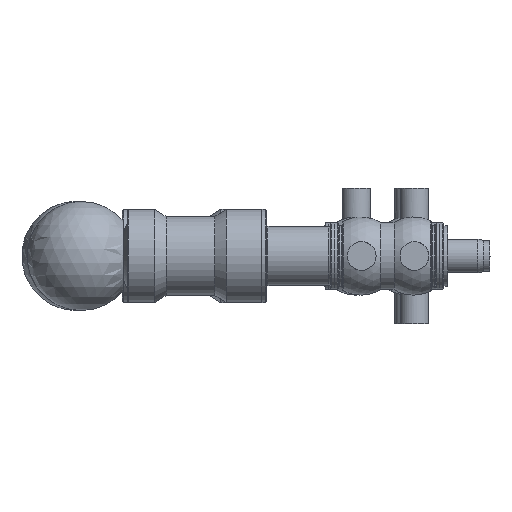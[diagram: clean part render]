
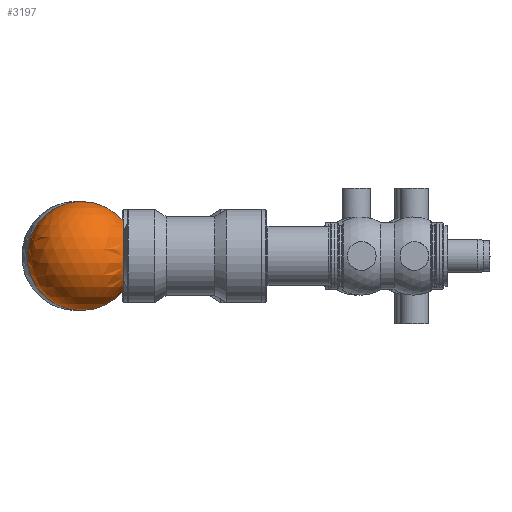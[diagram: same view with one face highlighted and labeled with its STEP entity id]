
A CAD part, left-side view. The second image highlights one B-rep face of the part: STEP entity #3197.
In plain terms, the highlighted spherical face has radius 72.5 mm.
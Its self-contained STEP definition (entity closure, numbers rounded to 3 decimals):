
#231=SPHERICAL_SURFACE('',#3738,72.5);
#657=FACE_BOUND('',#1549,.T.);
#1549=EDGE_LOOP('',(#2841));
#1786=CIRCLE('',#3739,46.648);
#2050=VERTEX_POINT('',#7587);
#2314=EDGE_CURVE('',#2050,#2050,#1786,.T.);
#2841=ORIENTED_EDGE('',*,*,#2314,.F.);
#3197=ADVANCED_FACE('',(#657),#231,.T.);
#3738=AXIS2_PLACEMENT_3D('',#7586,#4842,#4843);
#3739=AXIS2_PLACEMENT_3D('',#7588,#4844,#4845);
#4842=DIRECTION('center_axis',(0.,0.,1.));
#4843=DIRECTION('ref_axis',(1.,0.,0.));
#4844=DIRECTION('center_axis',(0.,-1.,0.));
#4845=DIRECTION('ref_axis',(1.,0.,0.));
#7586=CARTESIAN_POINT('Origin',(150.,266.5,0.));
#7587=CARTESIAN_POINT('',(196.648,211.,0.));
#7588=CARTESIAN_POINT('Origin',(150.,211.,0.));
